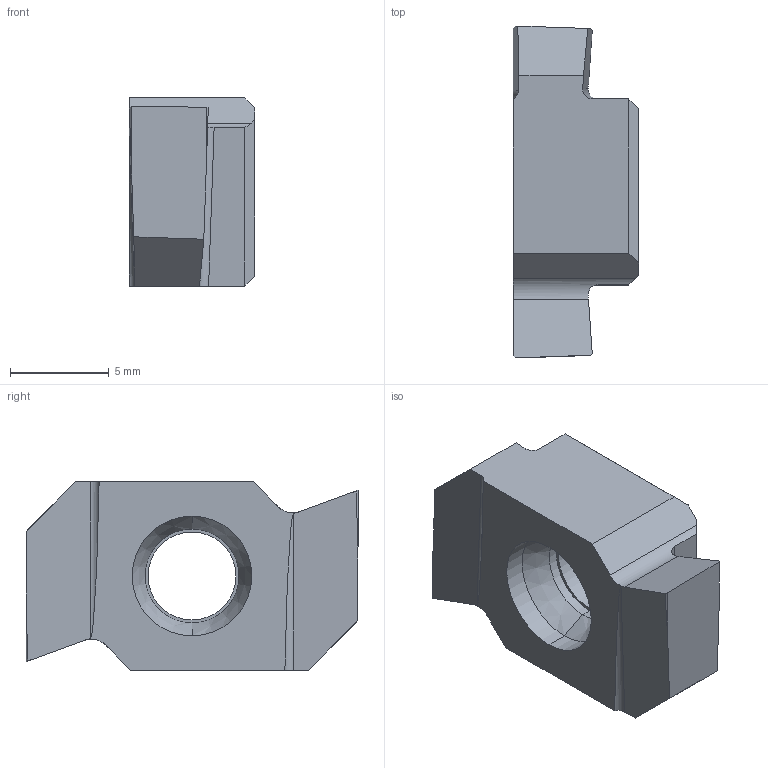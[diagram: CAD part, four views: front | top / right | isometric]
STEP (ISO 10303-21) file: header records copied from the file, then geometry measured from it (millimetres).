
FILE_DESCRIPTION((''),'2;1');
FILE_NAME('MLG2040L','2021-02-26T15:58:34',('tlyac05'),('PTC Japan'),'CREO PARAMETRIC BY PTC INC, 2018500','CREO PARAMETRIC BY PTC INC, 2018500','');
FILE_SCHEMA(('AUTOMOTIVE_DESIGN { 1 0 10303 214 1 1 1 1 }'));
Length unit declared in the file: millimetre
Products named in the file (1): MLG2040L
Bounding box: 6.35 x 16.8 x 9.53 mm (x, y, z)
Volume: 625.8 mm3; surface area: 612.6 mm2
Topology: 1 solids, 1 shells, 41 faces, 128 edges, 90 vertices
Faces by surface type: plane 27, cylinder 12, cone 2
Entity records: 1976 total; most frequent: CARTESIAN_POINT 403, DIRECTION 214, ORIENTED_EDGE 212, PRESENTATION_STYLE_ASSIGNMENT 131, STYLED_ITEM 131, CURVE_STYLE 130, EDGE_CURVE 106, VECTOR 96
